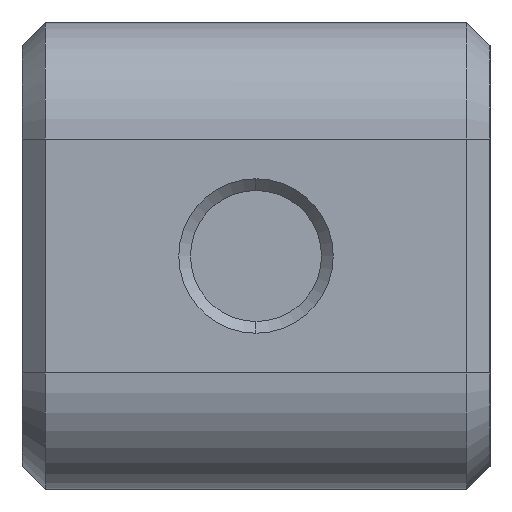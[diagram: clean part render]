
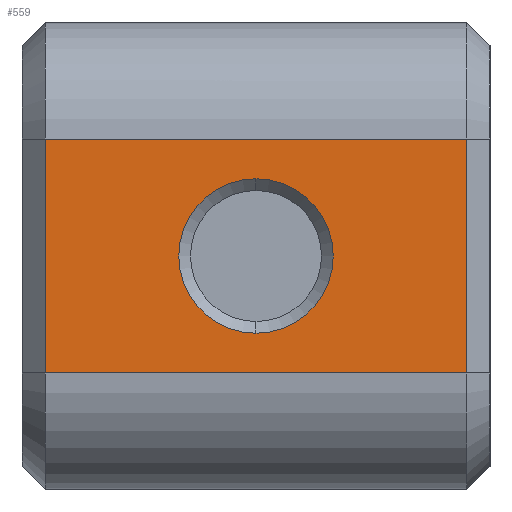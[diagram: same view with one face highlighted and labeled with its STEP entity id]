
A CAD part, left-side view. The second image highlights one B-rep face of the part: STEP entity #559.
In plain terms, the highlighted planar face has unit normal (-1, 0, 0).
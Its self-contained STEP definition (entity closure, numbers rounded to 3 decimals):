
#3 = CARTESIAN_POINT ( 'NONE',  ( 0., 10., -10. ) ) ;
#72 = CIRCLE ( 'NONE', #572, 3.3 ) ;
#92 = EDGE_LOOP ( 'NONE', ( #1056, #427 ) ) ;
#121 = CARTESIAN_POINT ( 'NONE',  ( 0., 1., -5. ) ) ;
#132 = ORIENTED_EDGE ( 'NONE', *, *, #1675, .T. ) ;
#202 = ORIENTED_EDGE ( 'NONE', *, *, #1628, .T. ) ;
#206 = AXIS2_PLACEMENT_3D ( 'NONE', #491, #1407, #590 ) ;
#208 = LINE ( 'NONE', #1721, #1031 ) ;
#212 = DIRECTION ( 'NONE',  ( 0., 0., -1. ) ) ;
#318 = CARTESIAN_POINT ( 'NONE',  ( 0., 10., -13.3 ) ) ;
#373 = CARTESIAN_POINT ( 'NONE',  ( 0., 1., -15. ) ) ;
#374 = CIRCLE ( 'NONE', #206, 3.3 ) ;
#418 = VERTEX_POINT ( 'NONE', #473 ) ;
#427 = ORIENTED_EDGE ( 'NONE', *, *, #1312, .T. ) ;
#473 = CARTESIAN_POINT ( 'NONE',  ( 0., 19., -15. ) ) ;
#491 = CARTESIAN_POINT ( 'NONE',  ( 0., 10., -10. ) ) ;
#502 = DIRECTION ( 'NONE',  ( 0., 0., 1. ) ) ;
#516 = VERTEX_POINT ( 'NONE', #373 ) ;
#525 = ORIENTED_EDGE ( 'NONE', *, *, #1613, .T. ) ;
#559 = ADVANCED_FACE ( 'NONE', ( #1386, #953 ), #1102, .F. ) ;
#572 = AXIS2_PLACEMENT_3D ( 'NONE', #3, #827, #944 ) ;
#590 = DIRECTION ( 'NONE',  ( 0., 0., -1. ) ) ;
#616 = CARTESIAN_POINT ( 'NONE',  ( 0., 19., 0. ) ) ;
#699 = DIRECTION ( 'NONE',  ( 0., 0., -1. ) ) ;
#724 = CARTESIAN_POINT ( 'NONE',  ( 0., 20., -15. ) ) ;
#736 = CARTESIAN_POINT ( 'NONE',  ( 0., 19., -5. ) ) ;
#740 = EDGE_CURVE ( 'NONE', #965, #1547, #208, .T. ) ;
#827 = DIRECTION ( 'NONE',  ( 1., 0., 0. ) ) ;
#834 = VECTOR ( 'NONE', #502, 1000. ) ;
#878 = LINE ( 'NONE', #724, #1385 ) ;
#906 = ORIENTED_EDGE ( 'NONE', *, *, #740, .T. ) ;
#913 = CARTESIAN_POINT ( 'NONE',  ( 0., 1., -5. ) ) ;
#919 = VERTEX_POINT ( 'NONE', #318 ) ;
#944 = DIRECTION ( 'NONE',  ( 0., 0., -1. ) ) ;
#953 = FACE_OUTER_BOUND ( 'NONE', #1358, .T. ) ;
#965 = VERTEX_POINT ( 'NONE', #913 ) ;
#1026 = EDGE_CURVE ( 'NONE', #1062, #919, #72, .T. ) ;
#1031 = VECTOR ( 'NONE', #1433, 1000. ) ;
#1056 = ORIENTED_EDGE ( 'NONE', *, *, #1026, .T. ) ;
#1062 = VERTEX_POINT ( 'NONE', #1334 ) ;
#1102 = PLANE ( 'NONE',  #1626 ) ;
#1258 = DIRECTION ( 'NONE',  ( 0., -1., 0. ) ) ;
#1265 = VECTOR ( 'NONE', #212, 1000. ) ;
#1312 = EDGE_CURVE ( 'NONE', #919, #1062, #374, .T. ) ;
#1334 = CARTESIAN_POINT ( 'NONE',  ( 0., 10., -6.7 ) ) ;
#1358 = EDGE_LOOP ( 'NONE', ( #906, #525, #202, #132 ) ) ;
#1385 = VECTOR ( 'NONE', #1258, 1000. ) ;
#1386 = FACE_BOUND ( 'NONE', #92, .T. ) ;
#1407 = DIRECTION ( 'NONE',  ( 1., 0., 0. ) ) ;
#1432 = LINE ( 'NONE', #616, #1265 ) ;
#1433 = DIRECTION ( 'NONE',  ( 0., 1., 0. ) ) ;
#1450 = LINE ( 'NONE', #121, #834 ) ;
#1534 = DIRECTION ( 'NONE',  ( 1., 0., 0. ) ) ;
#1547 = VERTEX_POINT ( 'NONE', #736 ) ;
#1613 = EDGE_CURVE ( 'NONE', #1547, #418, #1432, .T. ) ;
#1626 = AXIS2_PLACEMENT_3D ( 'NONE', #1672, #1534, #699 ) ;
#1628 = EDGE_CURVE ( 'NONE', #418, #516, #878, .T. ) ;
#1672 = CARTESIAN_POINT ( 'NONE',  ( 0., 20., 0. ) ) ;
#1675 = EDGE_CURVE ( 'NONE', #516, #965, #1450, .T. ) ;
#1721 = CARTESIAN_POINT ( 'NONE',  ( 0., 20., -5. ) ) ;
